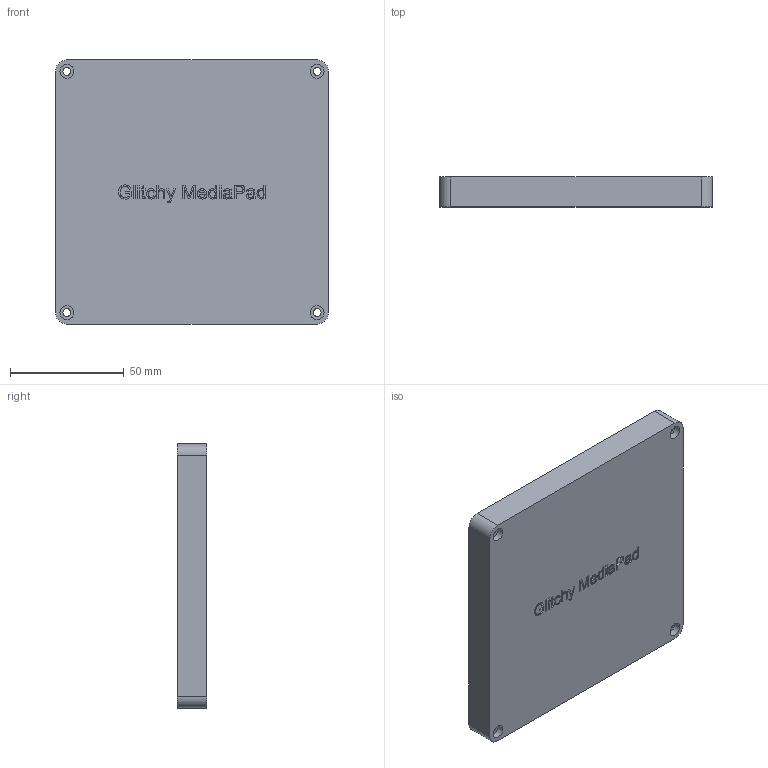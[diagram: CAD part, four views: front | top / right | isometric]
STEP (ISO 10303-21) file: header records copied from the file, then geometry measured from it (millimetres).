
FILE_DESCRIPTION(/* description */ (''),/* implementation_level */ '2;1');
FILE_NAME(/* name */ 'CaseBase.step',/* time_stamp */ '2025-11-30T18:18:27+05:30',/* author */ (''),/* organization */ (''),/* preprocessor_version */ 'ST-DEVELOPER v20.1',/* originating_system */ 'Autodesk Translation Framework v14.21.0.0',/* authorisation */ '');
FILE_SCHEMA (('AUTOMOTIVE_DESIGN { 1 0 10303 214 3 1 1 }'));
Length unit declared in the file: millimetre
Products named in the file (1): CaseBase
Bounding box: 120 x 13 x 116 mm (x, y, z)
Volume: 82565.4 mm3; surface area: 39308.1 mm2
Topology: 1 solids, 1 shells, 364 faces, 981 edges, 654 vertices
Faces by surface type: bspline 198, plane 146, cylinder 20
Full cylindrical faces by diameter (mm): 3.4 x4, 4.7 x4, 6 x8
Entity records: 13234 total; most frequent: CARTESIAN_POINT 5366, ORIENTED_EDGE 1962, EDGE_CURVE 981, DIRECTION 959, VERTEX_POINT 654, LINE 545, VECTOR 545, EDGE_LOOP 407
